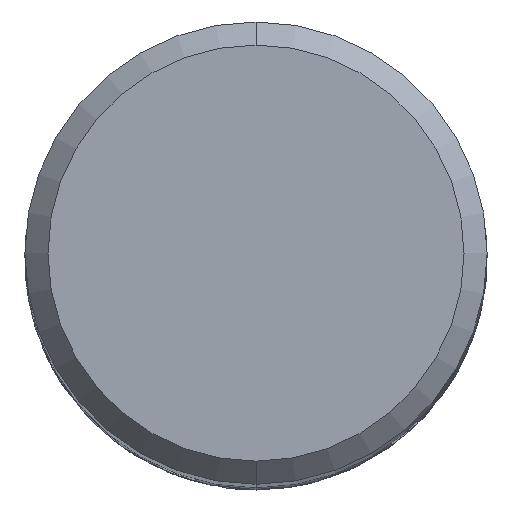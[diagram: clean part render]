
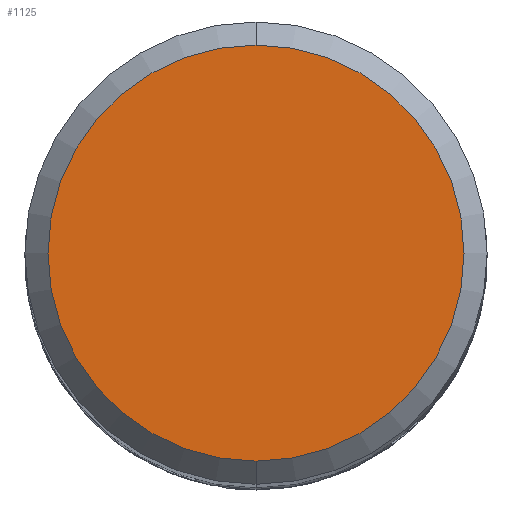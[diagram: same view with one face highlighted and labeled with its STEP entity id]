
A CAD part, top view. The second image highlights one B-rep face of the part: STEP entity #1125.
In plain terms, the highlighted planar face has unit normal (0, 0, 1).
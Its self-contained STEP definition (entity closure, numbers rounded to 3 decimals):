
#1099=EDGE_CURVE('',#1397,#2819,#3148,.T.);
#1125=ADVANCED_FACE('',(#3181),#3182,.T.);
#1397=VERTEX_POINT('',#3473);
#2263=EDGE_CURVE('',#2819,#1397,#4414,.T.);
#2819=VERTEX_POINT('',#5013);
#3148=CIRCLE('',#5634,4.5);
#3181=FACE_OUTER_BOUND('',#6172,.T.);
#3182=PLANE('',#6173);
#3473=CARTESIAN_POINT('',(0.,-4.5,0.0));
#4414=CIRCLE('',#17288,4.5);
#5013=CARTESIAN_POINT('',(0.0,4.5,0.0));
#5634=AXIS2_PLACEMENT_3D('',#22587,#22588,#22589);
#6172=EDGE_LOOP('',(#22660,#22661));
#6173=AXIS2_PLACEMENT_3D('',#22662,#22663,#22664);
#17288=AXIS2_PLACEMENT_3D('',#23851,#23852,#23853);
#22587=CARTESIAN_POINT('',(0.0,0.0,0.0));
#22588=DIRECTION('',(0.0,0.0,-1.0));
#22589=DIRECTION('',(0.0,1.0,0.0));
#22660=ORIENTED_EDGE('',*,*,#2263,.F.);
#22661=ORIENTED_EDGE('',*,*,#1099,.F.);
#22662=CARTESIAN_POINT('',(0.0,2.25,0.0));
#22663=DIRECTION('',(-0.0,0.0,1.0));
#22664=DIRECTION('',(0.0,-1.0,0.0));
#23851=CARTESIAN_POINT('',(0.0,0.0,0.0));
#23852=DIRECTION('',(0.0,0.0,-1.0));
#23853=DIRECTION('',(0.0,1.0,0.0));
